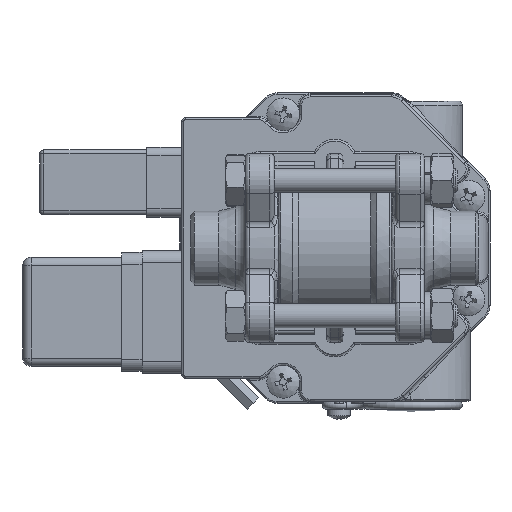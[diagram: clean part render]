
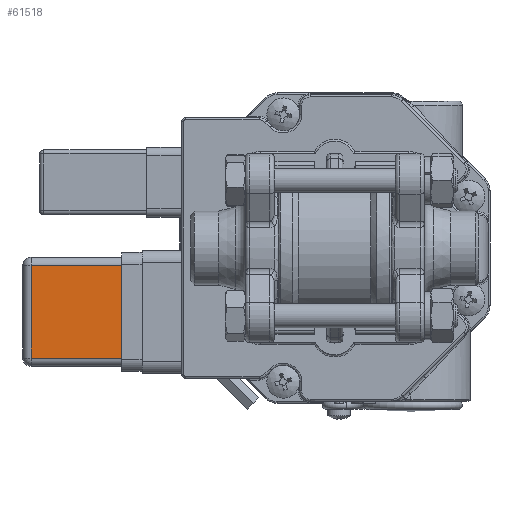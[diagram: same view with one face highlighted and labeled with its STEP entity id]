
A CAD part, front view. The second image highlights one B-rep face of the part: STEP entity #61518.
In plain terms, the highlighted face is planar.
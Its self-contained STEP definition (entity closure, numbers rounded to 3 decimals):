
#19254=ORIENTED_EDGE('',*,*,#26787,.T.);
#19255=ORIENTED_EDGE('',*,*,#26783,.T.);
#19256=ORIENTED_EDGE('',*,*,#26803,.T.);
#19257=ORIENTED_EDGE('',*,*,#26796,.T.);
#26783=EDGE_CURVE('',#31389,#31393,#34445,.T.);
#26787=EDGE_CURVE('',#31395,#31389,#34448,.T.);
#26796=EDGE_CURVE('',#31400,#31395,#34454,.T.);
#26803=EDGE_CURVE('',#31393,#31400,#34459,.T.);
#31389=VERTEX_POINT('',#123782);
#31393=VERTEX_POINT('',#123793);
#31395=VERTEX_POINT('',#123799);
#31400=VERTEX_POINT('',#123819);
#34445=LINE('',#123795,#37387);
#34448=LINE('',#123802,#37390);
#34454=LINE('',#123818,#37396);
#34459=LINE('',#123832,#37401);
#37387=VECTOR('',#80131,1000.);
#37390=VECTOR('',#80138,1000.);
#37396=VECTOR('',#80158,1000.);
#37401=VECTOR('',#80175,1000.);
#40789=EDGE_LOOP('',(#19254,#19255,#19256,#19257));
#44332=FACE_BOUND('',#40789,.T.);
#45491=PLANE('',#66903);
#61518=ADVANCED_FACE('',(#44332),#45491,.F.);
#66903=AXIS2_PLACEMENT_3D('',#123831,#80173,#80174);
#80131=DIRECTION('',(0.,0.,-1.));
#80138=DIRECTION('',(1.,0.,0.));
#80158=DIRECTION('',(0.,0.,1.));
#80173=DIRECTION('',(0.,-1.,0.));
#80174=DIRECTION('',(0.,0.,-1.));
#80175=DIRECTION('',(-1.,0.,0.));
#123782=CARTESIAN_POINT('',(11.25,13.25,36.6));
#123793=CARTESIAN_POINT('',(11.25,13.25,14.6));
#123795=CARTESIAN_POINT('',(11.25,13.25,38.6));
#123799=CARTESIAN_POINT('',(-11.25,13.25,36.6));
#123802=CARTESIAN_POINT('',(-13.25,13.25,36.6));
#123818=CARTESIAN_POINT('',(-11.25,13.25,38.6));
#123819=CARTESIAN_POINT('',(-11.25,13.25,14.6));
#123831=CARTESIAN_POINT('',(-13.25,13.25,38.6));
#123832=CARTESIAN_POINT('',(-13.25,13.25,14.6));
